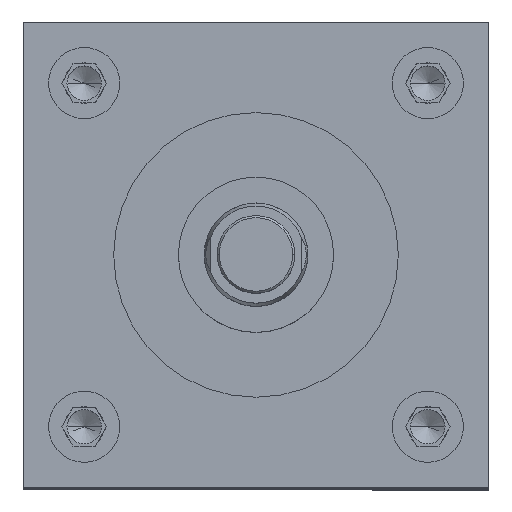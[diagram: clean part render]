
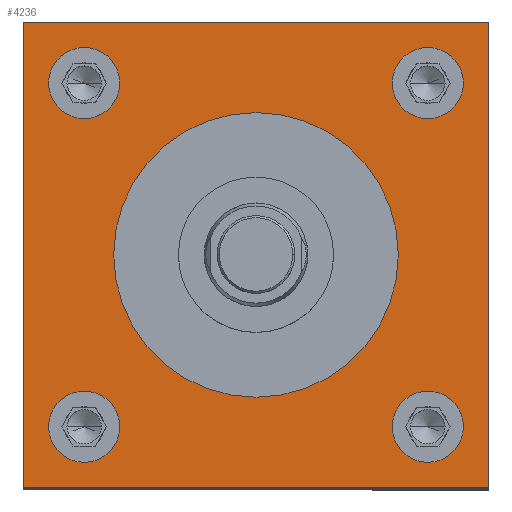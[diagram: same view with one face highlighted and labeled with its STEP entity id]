
A CAD part, top view. The second image highlights one B-rep face of the part: STEP entity #4236.
In plain terms, the highlighted planar face has unit normal (0, 0, 1).
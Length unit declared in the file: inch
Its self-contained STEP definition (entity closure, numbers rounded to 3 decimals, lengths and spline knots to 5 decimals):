
#33 = EDGE_CURVE ( 'NONE', #2943, #34, #6795, .T. ) ;
#34 = VERTEX_POINT ( 'NONE', #1310 ) ;
#58 = VERTEX_POINT ( 'NONE', #2989 ) ;
#151 = DIRECTION ( 'NONE',  ( 1., 0., 0. ) ) ;
#212 = DIRECTION ( 'NONE',  ( 0., 0., 1. ) ) ;
#233 = DIRECTION ( 'NONE',  ( -1., 0., 0. ) ) ;
#259 = ORIENTED_EDGE ( 'NONE', *, *, #3336, .T. ) ;
#313 = EDGE_CURVE ( 'NONE', #5768, #5167, #972, .T. ) ;
#497 = CIRCLE ( 'NONE', #4184, 0.3435 ) ;
#564 = DIRECTION ( 'NONE',  ( -1., 0., 0. ) ) ;
#584 = ORIENTED_EDGE ( 'NONE', *, *, #1152, .F. ) ;
#613 = DIRECTION ( 'NONE',  ( 1., 0., 0. ) ) ;
#655 = VERTEX_POINT ( 'NONE', #6825 ) ;
#678 = CARTESIAN_POINT ( 'NONE',  ( -1.66, -1.66, 12.25 ) ) ;
#686 = ORIENTED_EDGE ( 'NONE', *, *, #33, .F. ) ;
#687 = CARTESIAN_POINT ( 'NONE',  ( 1.375, 0., 12.25 ) ) ;
#738 = DIRECTION ( 'NONE',  ( 1., 0., 0. ) ) ;
#740 = CARTESIAN_POINT ( 'NONE',  ( 1.66, -1.66, 12.25 ) ) ;
#761 = CIRCLE ( 'NONE', #1105, 0.3435 ) ;
#781 = PLANE ( 'NONE',  #1016 ) ;
#805 = CIRCLE ( 'NONE', #1158, 0.3435 ) ;
#873 = VECTOR ( 'NONE', #4087, 39.37008 ) ;
#940 = EDGE_LOOP ( 'NONE', ( #6494, #686 ) ) ;
#972 = LINE ( 'NONE', #1428, #4142 ) ;
#1013 = EDGE_LOOP ( 'NONE', ( #6216, #1739 ) ) ;
#1016 = AXIS2_PLACEMENT_3D ( 'NONE', #1932, #5678, #233 ) ;
#1076 = DIRECTION ( 'NONE',  ( 1., 0., 0. ) ) ;
#1078 = EDGE_LOOP ( 'NONE', ( #259, #5826, #2422, #5308 ) ) ;
#1105 = AXIS2_PLACEMENT_3D ( 'NONE', #2772, #5025, #613 ) ;
#1149 = DIRECTION ( 'NONE',  ( 1., 0., 0. ) ) ;
#1152 = EDGE_CURVE ( 'NONE', #2705, #58, #5789, .T. ) ;
#1158 = AXIS2_PLACEMENT_3D ( 'NONE', #2127, #4369, #3710 ) ;
#1185 = EDGE_CURVE ( 'NONE', #6426, #6193, #497, .T. ) ;
#1260 = DIRECTION ( 'NONE',  ( 0., 0., 1. ) ) ;
#1266 = CARTESIAN_POINT ( 'NONE',  ( -2.25, -2.25, 12.25 ) ) ;
#1293 = CARTESIAN_POINT ( 'NONE',  ( 2.0035, -1.66, 12.25 ) ) ;
#1310 = CARTESIAN_POINT ( 'NONE',  ( -1.3165, 1.66, 12.25 ) ) ;
#1333 = DIRECTION ( 'NONE',  ( 1., 0., 0. ) ) ;
#1337 = CIRCLE ( 'NONE', #1679, 0.3435 ) ;
#1352 = CARTESIAN_POINT ( 'NONE',  ( -2.25, -2.25, 12.25 ) ) ;
#1358 = FACE_BOUND ( 'NONE', #940, .T. ) ;
#1359 = EDGE_CURVE ( 'NONE', #6276, #655, #805, .T. ) ;
#1428 = CARTESIAN_POINT ( 'NONE',  ( 2.25, -2.25, 12.25 ) ) ;
#1478 = CARTESIAN_POINT ( 'NONE',  ( -1.375, 0., 12.25 ) ) ;
#1508 = AXIS2_PLACEMENT_3D ( 'NONE', #3884, #1617, #1149 ) ;
#1558 = CARTESIAN_POINT ( 'NONE',  ( -2.25, 2.25, 12.25 ) ) ;
#1592 = ORIENTED_EDGE ( 'NONE', *, *, #4615, .F. ) ;
#1617 = DIRECTION ( 'NONE',  ( 0., 0., 1. ) ) ;
#1669 = AXIS2_PLACEMENT_3D ( 'NONE', #6334, #1260, #1333 ) ;
#1679 = AXIS2_PLACEMENT_3D ( 'NONE', #740, #4086, #151 ) ;
#1739 = ORIENTED_EDGE ( 'NONE', *, *, #1359, .F. ) ;
#1932 = CARTESIAN_POINT ( 'NONE',  ( -2.25, 2.25, 12.25 ) ) ;
#1946 = DIRECTION ( 'NONE',  ( 0., 0., 1. ) ) ;
#1979 = VERTEX_POINT ( 'NONE', #3586 ) ;
#2008 = ORIENTED_EDGE ( 'NONE', *, *, #4075, .F. ) ;
#2019 = AXIS2_PLACEMENT_3D ( 'NONE', #3914, #4995, #6712 ) ;
#2102 = VECTOR ( 'NONE', #5693, 39.37008 ) ;
#2127 = CARTESIAN_POINT ( 'NONE',  ( 1.66, 1.66, 12.25 ) ) ;
#2269 = CARTESIAN_POINT ( 'NONE',  ( -2.0035, 1.66, 12.25 ) ) ;
#2282 = VERTEX_POINT ( 'NONE', #687 ) ;
#2325 = VERTEX_POINT ( 'NONE', #1558 ) ;
#2422 = ORIENTED_EDGE ( 'NONE', *, *, #313, .T. ) ;
#2506 = DIRECTION ( 'NONE',  ( 0., 0., 1. ) ) ;
#2705 = VERTEX_POINT ( 'NONE', #1293 ) ;
#2772 = CARTESIAN_POINT ( 'NONE',  ( 1.66, 1.66, 12.25 ) ) ;
#2943 = VERTEX_POINT ( 'NONE', #2269 ) ;
#2957 = EDGE_CURVE ( 'NONE', #5167, #2325, #6578, .T. ) ;
#2989 = CARTESIAN_POINT ( 'NONE',  ( 1.3165, -1.66, 12.25 ) ) ;
#2991 = AXIS2_PLACEMENT_3D ( 'NONE', #5842, #2506, #738 ) ;
#3051 = CARTESIAN_POINT ( 'NONE',  ( -1.66, -1.66, 12.25 ) ) ;
#3073 = FACE_OUTER_BOUND ( 'NONE', #1078, .T. ) ;
#3202 = AXIS2_PLACEMENT_3D ( 'NONE', #678, #3915, #1076 ) ;
#3245 = ORIENTED_EDGE ( 'NONE', *, *, #5690, .F. ) ;
#3248 = CARTESIAN_POINT ( 'NONE',  ( 1.3165, 1.66, 12.25 ) ) ;
#3268 = CARTESIAN_POINT ( 'NONE',  ( 2.25, 2.25, 12.25 ) ) ;
#3336 = EDGE_CURVE ( 'NONE', #2325, #1979, #6091, .T. ) ;
#3469 = LINE ( 'NONE', #1352, #873 ) ;
#3586 = CARTESIAN_POINT ( 'NONE',  ( -2.25, -2.25, 12.25 ) ) ;
#3605 = AXIS2_PLACEMENT_3D ( 'NONE', #4585, #212, #6923 ) ;
#3710 = DIRECTION ( 'NONE',  ( 1., 0., 0. ) ) ;
#3884 = CARTESIAN_POINT ( 'NONE',  ( 0., 0., 12.25 ) ) ;
#3914 = CARTESIAN_POINT ( 'NONE',  ( -1.66, 1.66, 12.25 ) ) ;
#3915 = DIRECTION ( 'NONE',  ( 0., 0., 1. ) ) ;
#4075 = EDGE_CURVE ( 'NONE', #2282, #7089, #4654, .T. ) ;
#4086 = DIRECTION ( 'NONE',  ( 0., 0., 1. ) ) ;
#4087 = DIRECTION ( 'NONE',  ( 1., 0., 0. ) ) ;
#4142 = VECTOR ( 'NONE', #5966, 39.37008 ) ;
#4184 = AXIS2_PLACEMENT_3D ( 'NONE', #3051, #1946, #6772 ) ;
#4236 = ADVANCED_FACE ( 'NONE', ( #6756, #4713, #6793, #1358, #6248, #3073 ), #781, .F. ) ;
#4249 = CIRCLE ( 'NONE', #3202, 0.3435 ) ;
#4298 = EDGE_LOOP ( 'NONE', ( #3245, #5937 ) ) ;
#4369 = DIRECTION ( 'NONE',  ( 0., 0., 1. ) ) ;
#4502 = CARTESIAN_POINT ( 'NONE',  ( -2.25, 2.25, 12.25 ) ) ;
#4585 = CARTESIAN_POINT ( 'NONE',  ( 1.66, -1.66, 12.25 ) ) ;
#4615 = EDGE_CURVE ( 'NONE', #58, #2705, #1337, .T. ) ;
#4654 = CIRCLE ( 'NONE', #1508, 1.375 ) ;
#4713 = FACE_BOUND ( 'NONE', #1013, .T. ) ;
#4995 = DIRECTION ( 'NONE',  ( 0., 0., 1. ) ) ;
#5025 = DIRECTION ( 'NONE',  ( 0., 0., 1. ) ) ;
#5027 = EDGE_LOOP ( 'NONE', ( #584, #1592 ) ) ;
#5164 = CIRCLE ( 'NONE', #2019, 0.3435 ) ;
#5167 = VERTEX_POINT ( 'NONE', #3268 ) ;
#5308 = ORIENTED_EDGE ( 'NONE', *, *, #2957, .T. ) ;
#5361 = EDGE_LOOP ( 'NONE', ( #2008, #7080 ) ) ;
#5594 = CARTESIAN_POINT ( 'NONE',  ( 2.25, -2.25, 12.25 ) ) ;
#5678 = DIRECTION ( 'NONE',  ( 0., 0., -1. ) ) ;
#5690 = EDGE_CURVE ( 'NONE', #6193, #6426, #4249, .T. ) ;
#5693 = DIRECTION ( 'NONE',  ( 0., -1., 0. ) ) ;
#5764 = CARTESIAN_POINT ( 'NONE',  ( -1.3165, -1.66, 12.25 ) ) ;
#5768 = VERTEX_POINT ( 'NONE', #5594 ) ;
#5789 = CIRCLE ( 'NONE', #3605, 0.3435 ) ;
#5826 = ORIENTED_EDGE ( 'NONE', *, *, #5880, .T. ) ;
#5842 = CARTESIAN_POINT ( 'NONE',  ( -1.66, 1.66, 12.25 ) ) ;
#5880 = EDGE_CURVE ( 'NONE', #1979, #5768, #3469, .T. ) ;
#5937 = ORIENTED_EDGE ( 'NONE', *, *, #1185, .F. ) ;
#5966 = DIRECTION ( 'NONE',  ( 0., 1., 0. ) ) ;
#6091 = LINE ( 'NONE', #1266, #2102 ) ;
#6193 = VERTEX_POINT ( 'NONE', #5764 ) ;
#6216 = ORIENTED_EDGE ( 'NONE', *, *, #7098, .F. ) ;
#6248 = FACE_BOUND ( 'NONE', #5361, .T. ) ;
#6276 = VERTEX_POINT ( 'NONE', #3248 ) ;
#6334 = CARTESIAN_POINT ( 'NONE',  ( 0., 0., 12.25 ) ) ;
#6423 = CIRCLE ( 'NONE', #1669, 1.375 ) ;
#6426 = VERTEX_POINT ( 'NONE', #6595 ) ;
#6494 = ORIENTED_EDGE ( 'NONE', *, *, #7106, .F. ) ;
#6578 = LINE ( 'NONE', #4502, #7079 ) ;
#6595 = CARTESIAN_POINT ( 'NONE',  ( -2.0035, -1.66, 12.25 ) ) ;
#6712 = DIRECTION ( 'NONE',  ( 1., 0., 0. ) ) ;
#6756 = FACE_BOUND ( 'NONE', #5027, .T. ) ;
#6772 = DIRECTION ( 'NONE',  ( 1., 0., 0. ) ) ;
#6793 = FACE_BOUND ( 'NONE', #4298, .T. ) ;
#6795 = CIRCLE ( 'NONE', #2991, 0.3435 ) ;
#6825 = CARTESIAN_POINT ( 'NONE',  ( 2.0035, 1.66, 12.25 ) ) ;
#6906 = EDGE_CURVE ( 'NONE', #7089, #2282, #6423, .T. ) ;
#6923 = DIRECTION ( 'NONE',  ( 1., 0., 0. ) ) ;
#7079 = VECTOR ( 'NONE', #564, 39.37008 ) ;
#7080 = ORIENTED_EDGE ( 'NONE', *, *, #6906, .F. ) ;
#7089 = VERTEX_POINT ( 'NONE', #1478 ) ;
#7098 = EDGE_CURVE ( 'NONE', #655, #6276, #761, .T. ) ;
#7106 = EDGE_CURVE ( 'NONE', #34, #2943, #5164, .T. ) ;
